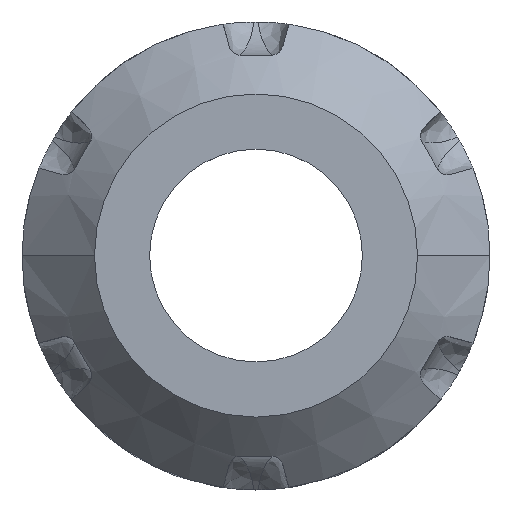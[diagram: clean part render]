
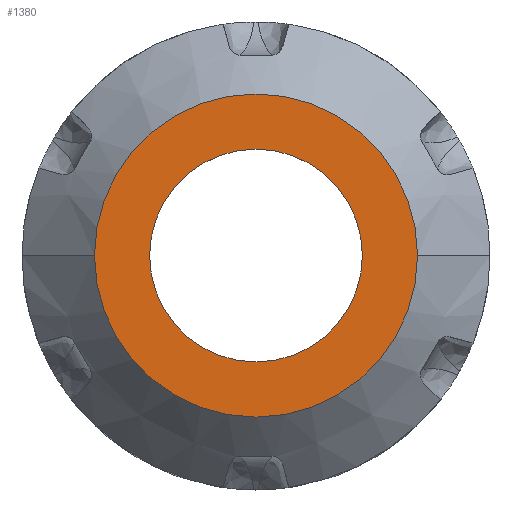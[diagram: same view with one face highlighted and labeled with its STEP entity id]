
A CAD part, top view. The second image highlights one B-rep face of the part: STEP entity #1380.
In plain terms, the highlighted planar face has unit normal (0, 0, 1).
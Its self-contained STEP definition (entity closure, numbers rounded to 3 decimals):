
#1 = DIRECTION ( 'NONE',  ( 1., 0., 0. ) ) ;
#88 = CIRCLE ( 'NONE', #3006, 9.55 ) ;
#121 = CARTESIAN_POINT ( 'NONE',  ( 0., 0., 0. ) ) ;
#346 = DIRECTION ( 'NONE',  ( 1., 0., 0. ) ) ;
#387 = VERTEX_POINT ( 'NONE', #2880 ) ;
#543 = CARTESIAN_POINT ( 'NONE',  ( 0., 0., 0. ) ) ;
#558 = FACE_OUTER_BOUND ( 'NONE', #3033, .T. ) ;
#568 = EDGE_CURVE ( 'NONE', #2644, #387, #3138, .T. ) ;
#590 = DIRECTION ( 'NONE',  ( 0., 0., 1. ) ) ;
#776 = PLANE ( 'NONE',  #1917 ) ;
#810 = CIRCLE ( 'NONE', #2403, 14.5 ) ;
#841 = CIRCLE ( 'NONE', #1468, 14.5 ) ;
#1052 = ORIENTED_EDGE ( 'NONE', *, *, #2799, .T. ) ;
#1250 = DIRECTION ( 'NONE',  ( 0., 0., 1. ) ) ;
#1263 = VERTEX_POINT ( 'NONE', #2064 ) ;
#1279 = DIRECTION ( 'NONE',  ( 1., 0., 0. ) ) ;
#1380 = ADVANCED_FACE ( 'NONE', ( #2666, #558 ), #776, .F. ) ;
#1416 = DIRECTION ( 'NONE',  ( 1., 0., 0. ) ) ;
#1447 = VERTEX_POINT ( 'NONE', #1893 ) ;
#1450 = DIRECTION ( 'NONE',  ( 0., 0., 1. ) ) ;
#1468 = AXIS2_PLACEMENT_3D ( 'NONE', #543, #2923, #1 ) ;
#1533 = AXIS2_PLACEMENT_3D ( 'NONE', #2912, #590, #346 ) ;
#1893 = CARTESIAN_POINT ( 'NONE',  ( 14.5, 0., 0. ) ) ;
#1917 = AXIS2_PLACEMENT_3D ( 'NONE', #2089, #2350, #2618 ) ;
#2032 = ORIENTED_EDGE ( 'NONE', *, *, #3341, .T. ) ;
#2064 = CARTESIAN_POINT ( 'NONE',  ( -14.5, 0., 0. ) ) ;
#2069 = CARTESIAN_POINT ( 'NONE',  ( 0., 0., 0. ) ) ;
#2089 = CARTESIAN_POINT ( 'NONE',  ( 0., 0., 0. ) ) ;
#2143 = ORIENTED_EDGE ( 'NONE', *, *, #2569, .F. ) ;
#2350 = DIRECTION ( 'NONE',  ( 0., 0., -1. ) ) ;
#2397 = ORIENTED_EDGE ( 'NONE', *, *, #568, .F. ) ;
#2403 = AXIS2_PLACEMENT_3D ( 'NONE', #2069, #1250, #1279 ) ;
#2569 = EDGE_CURVE ( 'NONE', #387, #2644, #88, .T. ) ;
#2618 = DIRECTION ( 'NONE',  ( -1., 0., 0. ) ) ;
#2644 = VERTEX_POINT ( 'NONE', #3061 ) ;
#2666 = FACE_BOUND ( 'NONE', #2804, .T. ) ;
#2799 = EDGE_CURVE ( 'NONE', #1447, #1263, #841, .T. ) ;
#2804 = EDGE_LOOP ( 'NONE', ( #2143, #2397 ) ) ;
#2880 = CARTESIAN_POINT ( 'NONE',  ( 9.55, 0., 0. ) ) ;
#2912 = CARTESIAN_POINT ( 'NONE',  ( 0., 0., 0. ) ) ;
#2923 = DIRECTION ( 'NONE',  ( 0., 0., 1. ) ) ;
#3006 = AXIS2_PLACEMENT_3D ( 'NONE', #121, #1450, #1416 ) ;
#3033 = EDGE_LOOP ( 'NONE', ( #2032, #1052 ) ) ;
#3061 = CARTESIAN_POINT ( 'NONE',  ( -9.55, 0., 0. ) ) ;
#3138 = CIRCLE ( 'NONE', #1533, 9.55 ) ;
#3341 = EDGE_CURVE ( 'NONE', #1263, #1447, #810, .T. ) ;
